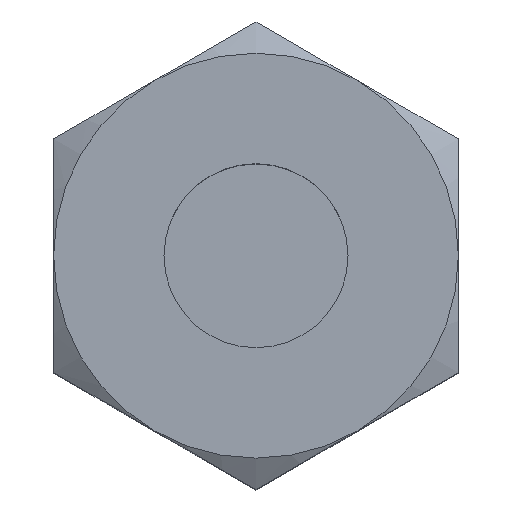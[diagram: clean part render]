
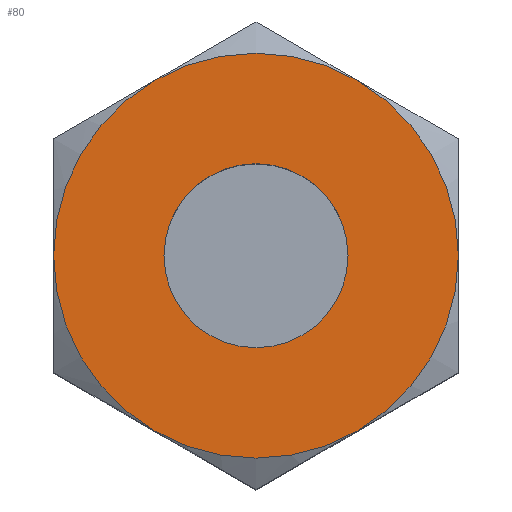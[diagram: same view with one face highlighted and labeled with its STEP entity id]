
A CAD part, top view. The second image highlights one B-rep face of the part: STEP entity #80.
In plain terms, the highlighted planar face has unit normal (0, 0, 1).
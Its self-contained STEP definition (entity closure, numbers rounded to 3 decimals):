
#19 = DIRECTION ( 'NONE',  ( -1., 0., 0. ) ) ;
#25 = AXIS2_PLACEMENT_3D ( 'NONE', #586, #407, #1522 ) ;
#27 = FACE_BOUND ( 'NONE', #51, .T. ) ;
#30 = ORIENTED_EDGE ( 'NONE', *, *, #781, .F. ) ;
#51 = EDGE_LOOP ( 'NONE', ( #1537, #674 ) ) ;
#64 = DIRECTION ( 'NONE',  ( -1., 0., 0. ) ) ;
#69 = CIRCLE ( 'NONE', #636, 5. ) ;
#80 = ADVANCED_FACE ( 'NONE', ( #27, #677 ), #306, .F. ) ;
#104 = DIRECTION ( 'NONE',  ( 1., 0., 0. ) ) ;
#135 = DIRECTION ( 'NONE',  ( -1., 0., 0. ) ) ;
#175 = VERTEX_POINT ( 'NONE', #947 ) ;
#226 = CARTESIAN_POINT ( 'NONE',  ( 0., 0., 18. ) ) ;
#261 = CIRCLE ( 'NONE', #1383, 11. ) ;
#306 = PLANE ( 'NONE',  #1485 ) ;
#310 = CARTESIAN_POINT ( 'NONE',  ( 0., 0., 18. ) ) ;
#350 = CIRCLE ( 'NONE', #1618, 11. ) ;
#356 = EDGE_CURVE ( 'NONE', #1430, #1635, #69, .T. ) ;
#389 = CARTESIAN_POINT ( 'NONE',  ( 0., 0., 18. ) ) ;
#398 = VERTEX_POINT ( 'NONE', #1600 ) ;
#406 = ORIENTED_EDGE ( 'NONE', *, *, #474, .T. ) ;
#407 = DIRECTION ( 'NONE',  ( 0., 0., -1. ) ) ;
#422 = CARTESIAN_POINT ( 'NONE',  ( 0., 0., 18. ) ) ;
#474 = EDGE_CURVE ( 'NONE', #1488, #1337, #261, .T. ) ;
#475 = ORIENTED_EDGE ( 'NONE', *, *, #895, .F. ) ;
#505 = EDGE_LOOP ( 'NONE', ( #475, #1597, #549, #1186, #406, #30 ) ) ;
#518 = EDGE_CURVE ( 'NONE', #1488, #919, #1009, .T. ) ;
#534 = DIRECTION ( 'NONE',  ( 0., 0., 1. ) ) ;
#537 = EDGE_CURVE ( 'NONE', #1635, #1430, #1094, .T. ) ;
#549 = ORIENTED_EDGE ( 'NONE', *, *, #1539, .F. ) ;
#586 = CARTESIAN_POINT ( 'NONE',  ( 0., 0., 18. ) ) ;
#615 = AXIS2_PLACEMENT_3D ( 'NONE', #769, #1031, #135 ) ;
#636 = AXIS2_PLACEMENT_3D ( 'NONE', #226, #1248, #104 ) ;
#674 = ORIENTED_EDGE ( 'NONE', *, *, #537, .F. ) ;
#677 = FACE_OUTER_BOUND ( 'NONE', #505, .T. ) ;
#735 = CARTESIAN_POINT ( 'NONE',  ( 11., 0., 18. ) ) ;
#769 = CARTESIAN_POINT ( 'NONE',  ( 0., 0., 18. ) ) ;
#781 = EDGE_CURVE ( 'NONE', #175, #1337, #1560, .T. ) ;
#807 = DIRECTION ( 'NONE',  ( 0., 0., -1. ) ) ;
#820 = CIRCLE ( 'NONE', #1252, 11. ) ;
#856 = DIRECTION ( 'NONE',  ( 1., 0., 0. ) ) ;
#864 = CARTESIAN_POINT ( 'NONE',  ( 5., 0., 18. ) ) ;
#892 = DIRECTION ( 'NONE',  ( 1., 0., 0. ) ) ;
#895 = EDGE_CURVE ( 'NONE', #398, #175, #820, .T. ) ;
#912 = CARTESIAN_POINT ( 'NONE',  ( -5.5, -9.526, 18. ) ) ;
#919 = VERTEX_POINT ( 'NONE', #946 ) ;
#946 = CARTESIAN_POINT ( 'NONE',  ( 5.5, -9.526, 18. ) ) ;
#947 = CARTESIAN_POINT ( 'NONE',  ( -5.5, 9.526, 18. ) ) ;
#980 = DIRECTION ( 'NONE',  ( 0., 0., 1. ) ) ;
#1009 = CIRCLE ( 'NONE', #1196, 11. ) ;
#1031 = DIRECTION ( 'NONE',  ( 0., 0., -1. ) ) ;
#1066 = DIRECTION ( 'NONE',  ( -1., 0., 0. ) ) ;
#1094 = CIRCLE ( 'NONE', #1408, 5. ) ;
#1186 = ORIENTED_EDGE ( 'NONE', *, *, #518, .F. ) ;
#1196 = AXIS2_PLACEMENT_3D ( 'NONE', #422, #1304, #19 ) ;
#1219 = DIRECTION ( 'NONE',  ( 0., 0., -1. ) ) ;
#1248 = DIRECTION ( 'NONE',  ( 0., 0., 1. ) ) ;
#1252 = AXIS2_PLACEMENT_3D ( 'NONE', #1578, #807, #64 ) ;
#1265 = EDGE_CURVE ( 'NONE', #1573, #398, #350, .T. ) ;
#1304 = DIRECTION ( 'NONE',  ( 0., 0., -1. ) ) ;
#1337 = VERTEX_POINT ( 'NONE', #1584 ) ;
#1339 = CARTESIAN_POINT ( 'NONE',  ( -5., 0., 18. ) ) ;
#1383 = AXIS2_PLACEMENT_3D ( 'NONE', #1464, #980, #856 ) ;
#1408 = AXIS2_PLACEMENT_3D ( 'NONE', #389, #534, #892 ) ;
#1430 = VERTEX_POINT ( 'NONE', #864 ) ;
#1437 = DIRECTION ( 'NONE',  ( 0., 0., -1. ) ) ;
#1461 = CIRCLE ( 'NONE', #25, 11. ) ;
#1464 = CARTESIAN_POINT ( 'NONE',  ( 0., 0., 18. ) ) ;
#1485 = AXIS2_PLACEMENT_3D ( 'NONE', #1542, #1437, #1548 ) ;
#1488 = VERTEX_POINT ( 'NONE', #735 ) ;
#1522 = DIRECTION ( 'NONE',  ( -1., 0., 0. ) ) ;
#1537 = ORIENTED_EDGE ( 'NONE', *, *, #356, .F. ) ;
#1539 = EDGE_CURVE ( 'NONE', #919, #1573, #1461, .T. ) ;
#1542 = CARTESIAN_POINT ( 'NONE',  ( 11., 6.351, 18. ) ) ;
#1548 = DIRECTION ( 'NONE',  ( -1., 0., 0. ) ) ;
#1560 = CIRCLE ( 'NONE', #615, 11. ) ;
#1573 = VERTEX_POINT ( 'NONE', #912 ) ;
#1578 = CARTESIAN_POINT ( 'NONE',  ( 0., 0., 18. ) ) ;
#1584 = CARTESIAN_POINT ( 'NONE',  ( 5.5, 9.526, 18. ) ) ;
#1597 = ORIENTED_EDGE ( 'NONE', *, *, #1265, .F. ) ;
#1600 = CARTESIAN_POINT ( 'NONE',  ( -11., 0., 18. ) ) ;
#1618 = AXIS2_PLACEMENT_3D ( 'NONE', #310, #1219, #1066 ) ;
#1635 = VERTEX_POINT ( 'NONE', #1339 ) ;
